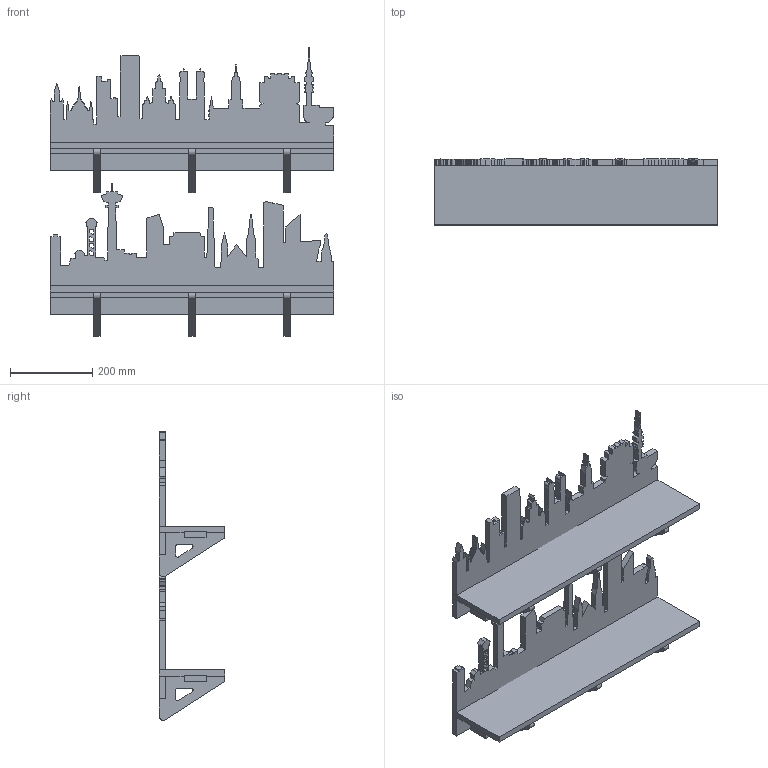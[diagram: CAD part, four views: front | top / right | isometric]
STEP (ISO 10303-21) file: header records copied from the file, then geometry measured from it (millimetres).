
FILE_DESCRIPTION(/* description */ (''),/* implementation_level */ '2;1');
FILE_NAME(/* name */ 'city-skyline-shelf.step',/* time_stamp */ '2024-03-14T09:33:49+02:00',/* author */ (''),/* organization */ (''),/* preprocessor_version */ 'ST-DEVELOPER v20',/* originating_system */ 'Autodesk Translation Framework v12.20.1.177',/* authorisation */ '');
FILE_SCHEMA (('AUTOMOTIVE_DESIGN { 1 0 10303 214 3 1 1 }'));
Length unit declared in the file: millimetre
Products named in the file (6): city-skyline-shelf; tampere-background; shelf; support-bar; triangle-support; munich-background
Assembly tree (12 placements, depth 2):
  city-skyline-shelf
    tampere-background
    shelf  x2
    support-bar  x2
    triangle-support  x6
    munich-background
Bounding box: 690 x 160.05 x 703.47 mm (x, y, z)
Volume: 8584266.9 mm3; surface area: 1482660.8 mm2
Topology: 12 solids, 12 shells, 714 faces, 2070 edges, 1380 vertices
Faces by surface type: plane 581, bspline 103, cylinder 30
Entity records: 18831 total; most frequent: CARTESIAN_POINT 4513, ORIENTED_EDGE 3306, DIRECTION 2409, EDGE_CURVE 1653, LINE 1437, VECTOR 1437, VERTEX_POINT 1102, EDGE_LOOP 575
